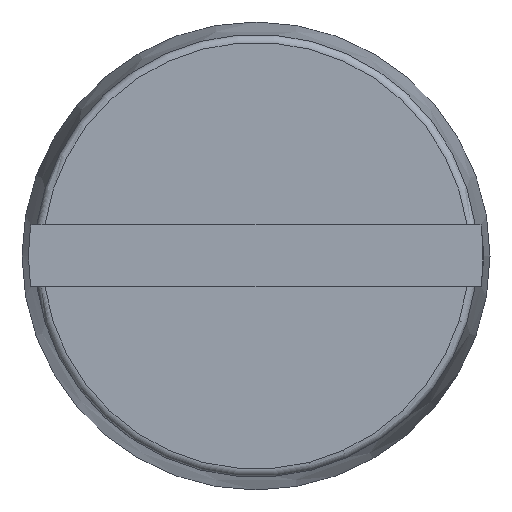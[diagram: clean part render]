
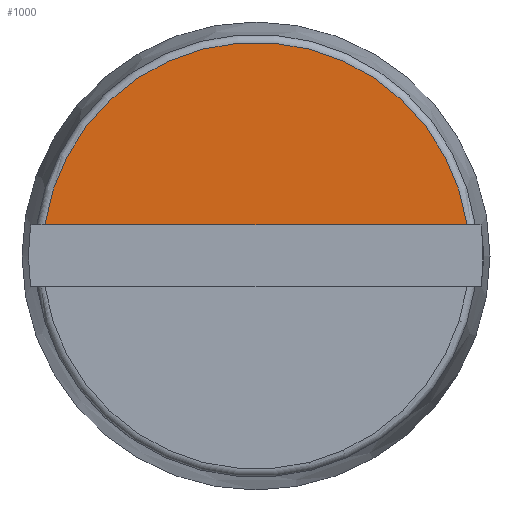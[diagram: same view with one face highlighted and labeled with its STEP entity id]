
A CAD part, top view. The second image highlights one B-rep face of the part: STEP entity #1000.
In plain terms, the highlighted planar face has unit normal (0, 0, 1).
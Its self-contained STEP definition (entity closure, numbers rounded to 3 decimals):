
#23=PLANE('',#1073);
#75=FACE_OUTER_BOUND('',#130,.T.);
#130=EDGE_LOOP('',(#871,#872));
#146=CIRCLE('',#1074,1.727);
#291=LINE('',#4183,#340);
#340=VECTOR('',#1229,10.);
#440=VERTEX_POINT('',#4171);
#441=VERTEX_POINT('',#4182);
#586=EDGE_CURVE('',#441,#440,#291,.T.);
#593=EDGE_CURVE('',#441,#440,#146,.T.);
#871=ORIENTED_EDGE('',*,*,#586,.T.);
#872=ORIENTED_EDGE('',*,*,#593,.F.);
#1000=ADVANCED_FACE('',(#75),#23,.T.);
#1073=AXIS2_PLACEMENT_3D('',#4203,#1240,#1241);
#1074=AXIS2_PLACEMENT_3D('',#4204,#1242,#1243);
#1229=DIRECTION('',(1.,0.,0.));
#1240=DIRECTION('center_axis',(0.,0.,1.));
#1241=DIRECTION('ref_axis',(1.,0.,0.));
#1242=DIRECTION('center_axis',(0.,0.,-1.));
#1243=DIRECTION('ref_axis',(1.,0.,0.));
#4171=CARTESIAN_POINT('',(1.709,0.25,9.3));
#4182=CARTESIAN_POINT('',(-1.709,0.25,9.3));
#4183=CARTESIAN_POINT('',(-1.671,0.25,9.3));
#4203=CARTESIAN_POINT('Origin',(0.,0.,9.3));
#4204=CARTESIAN_POINT('Origin',(0.,0.,9.3));
